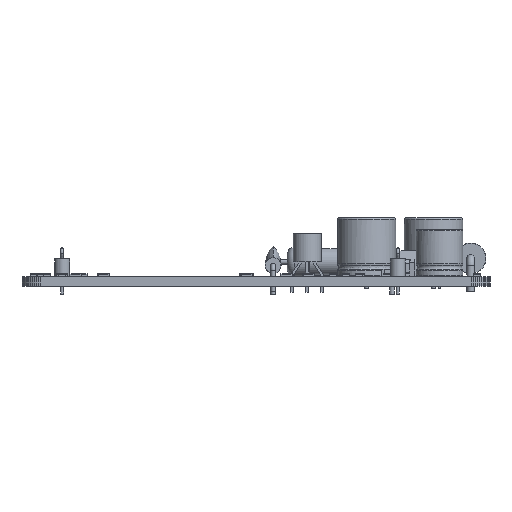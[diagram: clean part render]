
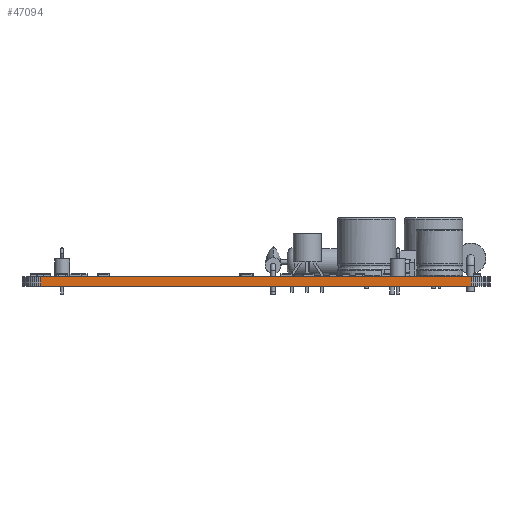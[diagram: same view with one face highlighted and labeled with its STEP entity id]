
A CAD part, left-side view. The second image highlights one B-rep face of the part: STEP entity #47094.
In plain terms, the highlighted planar face has unit normal (-1, 0, 0).
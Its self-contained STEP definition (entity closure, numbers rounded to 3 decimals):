
#32632 = PLANE('',#32633);
#32633 = AXIS2_PLACEMENT_3D('',#32634,#32635,#32636);
#32634 = CARTESIAN_POINT('',(95.25,-90.805,1.6));
#32635 = DIRECTION('',(-0.,-0.,-1.));
#32636 = DIRECTION('',(-1.,0.,0.));
#32686 = PLANE('',#32687);
#32687 = AXIS2_PLACEMENT_3D('',#32688,#32689,#32690);
#32688 = CARTESIAN_POINT('',(95.25,-90.805,0.));
#32689 = DIRECTION('',(-0.,-0.,-1.));
#32690 = DIRECTION('',(-1.,0.,0.));
#33971 = VERTEX_POINT('',#33972);
#33972 = CARTESIAN_POINT('',(50.8,-127.635,0.));
#33986 = PLANE('',#33987);
#33987 = AXIS2_PLACEMENT_3D('',#33988,#33989,#33990);
#33988 = CARTESIAN_POINT('',(50.82,-127.99,0.));
#33989 = DIRECTION('',(-0.998,-0.056,0.));
#33990 = DIRECTION('',(-0.056,0.998,0.));
#33998 = EDGE_CURVE('',#33971,#33999,#34001,.T.);
#33999 = VERTEX_POINT('',#34000);
#34000 = CARTESIAN_POINT('',(50.8,-53.975,0.));
#34001 = SURFACE_CURVE('',#34002,(#34006,#34013),.PCURVE_S1.);
#34002 = LINE('',#34003,#34004);
#34003 = CARTESIAN_POINT('',(50.8,-127.635,0.));
#34004 = VECTOR('',#34005,1.);
#34005 = DIRECTION('',(0.,1.,0.));
#34006 = PCURVE('',#32686,#34007);
#34007 = DEFINITIONAL_REPRESENTATION('',(#34008),#34012);
#34008 = LINE('',#34009,#34010);
#34009 = CARTESIAN_POINT('',(44.45,-36.83));
#34010 = VECTOR('',#34011,1.);
#34011 = DIRECTION('',(0.,1.));
#34012 = ( GEOMETRIC_REPRESENTATION_CONTEXT(2) 
PARAMETRIC_REPRESENTATION_CONTEXT() REPRESENTATION_CONTEXT('2D SPACE',''
  ) );
#34013 = PCURVE('',#34014,#34019);
#34014 = PLANE('',#34015);
#34015 = AXIS2_PLACEMENT_3D('',#34016,#34017,#34018);
#34016 = CARTESIAN_POINT('',(50.8,-127.635,0.));
#34017 = DIRECTION('',(-1.,0.,0.));
#34018 = DIRECTION('',(0.,1.,0.));
#34019 = DEFINITIONAL_REPRESENTATION('',(#34020),#34024);
#34020 = LINE('',#34021,#34022);
#34021 = CARTESIAN_POINT('',(0.,0.));
#34022 = VECTOR('',#34023,1.);
#34023 = DIRECTION('',(1.,0.));
#34024 = ( GEOMETRIC_REPRESENTATION_CONTEXT(2) 
PARAMETRIC_REPRESENTATION_CONTEXT() REPRESENTATION_CONTEXT('2D SPACE',''
  ) );
#34042 = PLANE('',#34043);
#34043 = AXIS2_PLACEMENT_3D('',#34044,#34045,#34046);
#34044 = CARTESIAN_POINT('',(50.8,-53.975,0.));
#34045 = DIRECTION('',(-0.998,0.056,0.));
#34046 = DIRECTION('',(0.056,0.998,0.));
#41036 = VERTEX_POINT('',#41037);
#41037 = CARTESIAN_POINT('',(50.8,-127.635,1.6));
#41058 = EDGE_CURVE('',#41036,#41059,#41061,.T.);
#41059 = VERTEX_POINT('',#41060);
#41060 = CARTESIAN_POINT('',(50.8,-53.975,1.6));
#41061 = SURFACE_CURVE('',#41062,(#41066,#41073),.PCURVE_S1.);
#41062 = LINE('',#41063,#41064);
#41063 = CARTESIAN_POINT('',(50.8,-127.635,1.6));
#41064 = VECTOR('',#41065,1.);
#41065 = DIRECTION('',(0.,1.,0.));
#41066 = PCURVE('',#32632,#41067);
#41067 = DEFINITIONAL_REPRESENTATION('',(#41068),#41072);
#41068 = LINE('',#41069,#41070);
#41069 = CARTESIAN_POINT('',(44.45,-36.83));
#41070 = VECTOR('',#41071,1.);
#41071 = DIRECTION('',(0.,1.));
#41072 = ( GEOMETRIC_REPRESENTATION_CONTEXT(2) 
PARAMETRIC_REPRESENTATION_CONTEXT() REPRESENTATION_CONTEXT('2D SPACE',''
  ) );
#41073 = PCURVE('',#34014,#41074);
#41074 = DEFINITIONAL_REPRESENTATION('',(#41075),#41079);
#41075 = LINE('',#41076,#41077);
#41076 = CARTESIAN_POINT('',(0.,-1.6));
#41077 = VECTOR('',#41078,1.);
#41078 = DIRECTION('',(1.,0.));
#41079 = ( GEOMETRIC_REPRESENTATION_CONTEXT(2) 
PARAMETRIC_REPRESENTATION_CONTEXT() REPRESENTATION_CONTEXT('2D SPACE',''
  ) );
#47044 = EDGE_CURVE('',#33999,#41059,#47045,.T.);
#47045 = SURFACE_CURVE('',#47046,(#47050,#47057),.PCURVE_S1.);
#47046 = LINE('',#47047,#47048);
#47047 = CARTESIAN_POINT('',(50.8,-53.975,0.));
#47048 = VECTOR('',#47049,1.);
#47049 = DIRECTION('',(0.,0.,1.));
#47050 = PCURVE('',#34042,#47051);
#47051 = DEFINITIONAL_REPRESENTATION('',(#47052),#47056);
#47052 = LINE('',#47053,#47054);
#47053 = CARTESIAN_POINT('',(0.,0.));
#47054 = VECTOR('',#47055,1.);
#47055 = DIRECTION('',(0.,-1.));
#47056 = ( GEOMETRIC_REPRESENTATION_CONTEXT(2) 
PARAMETRIC_REPRESENTATION_CONTEXT() REPRESENTATION_CONTEXT('2D SPACE',''
  ) );
#47057 = PCURVE('',#34014,#47058);
#47058 = DEFINITIONAL_REPRESENTATION('',(#47059),#47063);
#47059 = LINE('',#47060,#47061);
#47060 = CARTESIAN_POINT('',(73.66,0.));
#47061 = VECTOR('',#47062,1.);
#47062 = DIRECTION('',(0.,-1.));
#47063 = ( GEOMETRIC_REPRESENTATION_CONTEXT(2) 
PARAMETRIC_REPRESENTATION_CONTEXT() REPRESENTATION_CONTEXT('2D SPACE',''
  ) );
#47094 = ADVANCED_FACE('',(#47095),#34014,.T.);
#47095 = FACE_BOUND('',#47096,.T.);
#47096 = EDGE_LOOP('',(#47097,#47118,#47119,#47120));
#47097 = ORIENTED_EDGE('',*,*,#47098,.T.);
#47098 = EDGE_CURVE('',#33971,#41036,#47099,.T.);
#47099 = SURFACE_CURVE('',#47100,(#47104,#47111),.PCURVE_S1.);
#47100 = LINE('',#47101,#47102);
#47101 = CARTESIAN_POINT('',(50.8,-127.635,0.));
#47102 = VECTOR('',#47103,1.);
#47103 = DIRECTION('',(0.,0.,1.));
#47104 = PCURVE('',#34014,#47105);
#47105 = DEFINITIONAL_REPRESENTATION('',(#47106),#47110);
#47106 = LINE('',#47107,#47108);
#47107 = CARTESIAN_POINT('',(0.,0.));
#47108 = VECTOR('',#47109,1.);
#47109 = DIRECTION('',(0.,-1.));
#47110 = ( GEOMETRIC_REPRESENTATION_CONTEXT(2) 
PARAMETRIC_REPRESENTATION_CONTEXT() REPRESENTATION_CONTEXT('2D SPACE',''
  ) );
#47111 = PCURVE('',#33986,#47112);
#47112 = DEFINITIONAL_REPRESENTATION('',(#47113),#47117);
#47113 = LINE('',#47114,#47115);
#47114 = CARTESIAN_POINT('',(0.356,0.));
#47115 = VECTOR('',#47116,1.);
#47116 = DIRECTION('',(0.,-1.));
#47117 = ( GEOMETRIC_REPRESENTATION_CONTEXT(2) 
PARAMETRIC_REPRESENTATION_CONTEXT() REPRESENTATION_CONTEXT('2D SPACE',''
  ) );
#47118 = ORIENTED_EDGE('',*,*,#41058,.T.);
#47119 = ORIENTED_EDGE('',*,*,#47044,.F.);
#47120 = ORIENTED_EDGE('',*,*,#33998,.F.);
